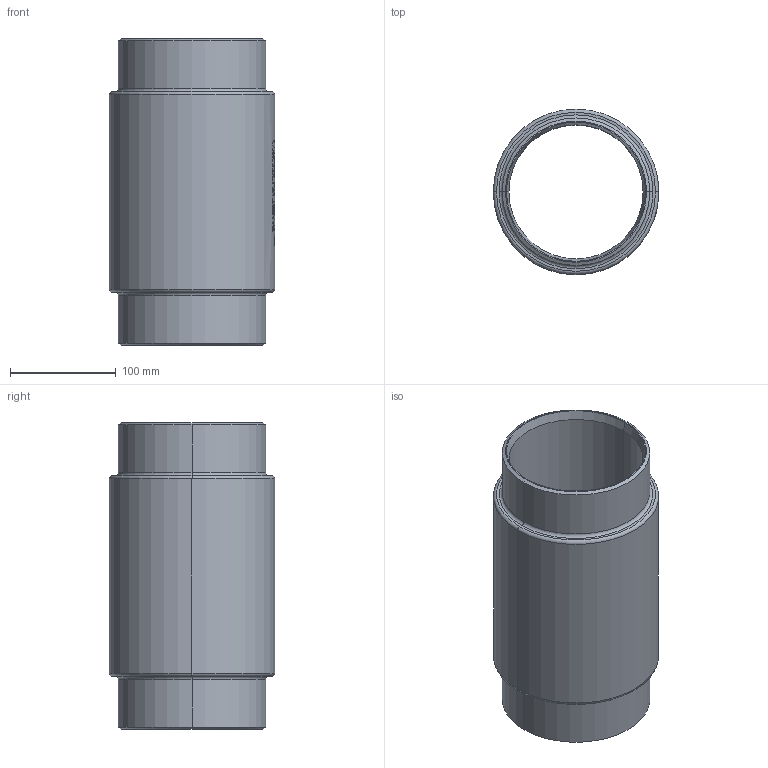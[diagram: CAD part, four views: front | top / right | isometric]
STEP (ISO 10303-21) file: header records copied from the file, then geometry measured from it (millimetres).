
FILE_DESCRIPTION (( 'STEP AP214' ), '1' );
FILE_NAME ('7110000_DN125_ PN25 51420178.STEP', '2022-03-18T07:56:43', ( 'axxx' ), ( 'Hewlett-Packard Company' ), 'SwSTEP 2.0', 'SolidWorks 2019', '' );
FILE_SCHEMA (( 'AUTOMOTIVE_DESIGN' ));
Length unit declared in the file: millimetre
Products named in the file (1): 7110000_DN125_ PN25 51420178
Bounding box: 156.6 x 156.6 x 290 mm (x, y, z)
Volume: 1500529.4 mm3; surface area: 266576.3 mm2
Topology: 1 solids, 1 shells, 504 faces, 1304 edges, 864 vertices
Faces by surface type: plane 256, bspline 206, cylinder 26, torus 8, cone 8
Entity records: 27643 total; most frequent: CARTESIAN_POINT 16739, ORIENTED_EDGE 2608, DIRECTION 1547, EDGE_CURVE 1304, VERTEX_POINT 864, LINE 739, VECTOR 739, EDGE_LOOP 568
